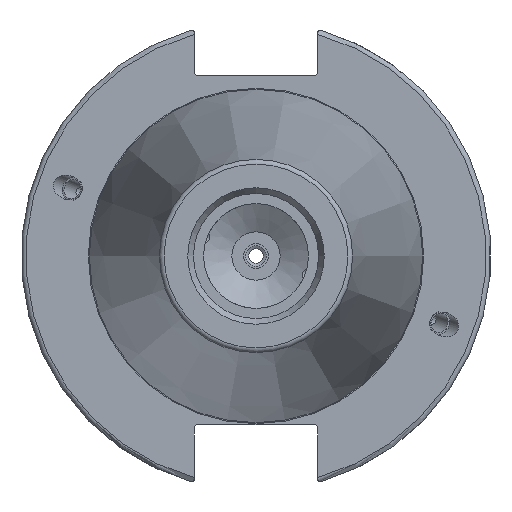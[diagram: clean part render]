
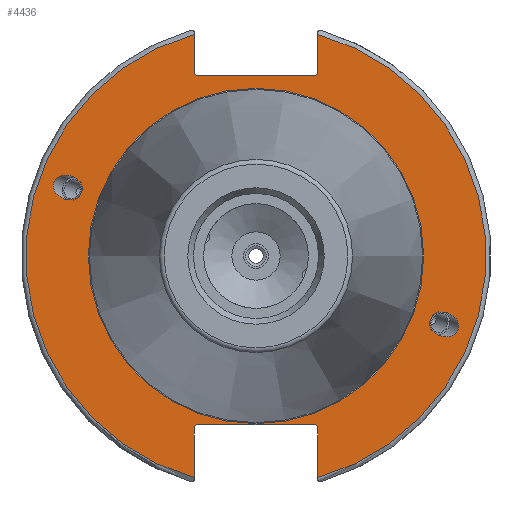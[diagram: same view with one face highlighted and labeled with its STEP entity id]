
A CAD part, left-side view. The second image highlights one B-rep face of the part: STEP entity #4436.
In plain terms, the highlighted planar face has unit normal (-1, 0, 0).
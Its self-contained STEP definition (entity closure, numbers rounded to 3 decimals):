
#618=ELLIPSE('',#4879,3.052,2.5);
#619=ELLIPSE('',#4913,3.052,2.5);
#735=FACE_BOUND('',#1246,.T.);
#736=FACE_BOUND('',#1247,.T.);
#737=FACE_BOUND('',#1248,.T.);
#779=PLANE('',#4919);
#982=FACE_OUTER_BOUND('',#1245,.T.);
#1245=EDGE_LOOP('',(#3393,#3394,#3395,#3396,#3397,#3398,#3399,#3400,#3401,
#3402,#3403,#3404));
#1246=EDGE_LOOP('',(#3405));
#1247=EDGE_LOOP('',(#3406));
#1248=EDGE_LOOP('',(#3407));
#1512=LINE('',#7338,#1757);
#1513=LINE('',#7340,#1758);
#1514=LINE('',#7342,#1759);
#1515=LINE('',#7344,#1760);
#1516=LINE('',#7346,#1761);
#1517=LINE('',#7350,#1762);
#1518=LINE('',#7352,#1763);
#1519=LINE('',#7354,#1764);
#1520=LINE('',#7356,#1765);
#1521=LINE('',#7357,#1766);
#1757=VECTOR('',#5611,10.);
#1758=VECTOR('',#5612,10.);
#1759=VECTOR('',#5613,10.);
#1760=VECTOR('',#5614,10.);
#1761=VECTOR('',#5615,10.);
#1762=VECTOR('',#5618,10.);
#1763=VECTOR('',#5619,10.);
#1764=VECTOR('',#5620,10.);
#1765=VECTOR('',#5621,10.);
#1766=VECTOR('',#5622,10.);
#2010=CIRCLE('',#4917,35.125);
#2012=CIRCLE('',#4920,48.213);
#2013=CIRCLE('',#4921,48.213);
#2248=VERTEX_POINT('',#7063);
#2286=VERTEX_POINT('',#7322);
#2289=VERTEX_POINT('',#7329);
#2290=VERTEX_POINT('',#7334);
#2291=VERTEX_POINT('',#7335);
#2292=VERTEX_POINT('',#7337);
#2293=VERTEX_POINT('',#7339);
#2294=VERTEX_POINT('',#7341);
#2295=VERTEX_POINT('',#7343);
#2296=VERTEX_POINT('',#7345);
#2297=VERTEX_POINT('',#7347);
#2298=VERTEX_POINT('',#7349);
#2299=VERTEX_POINT('',#7351);
#2300=VERTEX_POINT('',#7353);
#2301=VERTEX_POINT('',#7355);
#2653=EDGE_CURVE('',#2248,#2248,#618,.T.);
#2704=EDGE_CURVE('',#2286,#2286,#619,.T.);
#2707=EDGE_CURVE('',#2289,#2289,#2010,.T.);
#2709=EDGE_CURVE('',#2290,#2291,#2012,.T.);
#2710=EDGE_CURVE('',#2290,#2292,#1512,.T.);
#2711=EDGE_CURVE('',#2293,#2292,#1513,.T.);
#2712=EDGE_CURVE('',#2293,#2294,#1514,.T.);
#2713=EDGE_CURVE('',#2295,#2294,#1515,.T.);
#2714=EDGE_CURVE('',#2295,#2296,#1516,.T.);
#2715=EDGE_CURVE('',#2297,#2296,#2013,.T.);
#2716=EDGE_CURVE('',#2297,#2298,#1517,.T.);
#2717=EDGE_CURVE('',#2299,#2298,#1518,.T.);
#2718=EDGE_CURVE('',#2299,#2300,#1519,.T.);
#2719=EDGE_CURVE('',#2301,#2300,#1520,.T.);
#2720=EDGE_CURVE('',#2301,#2291,#1521,.T.);
#3393=ORIENTED_EDGE('',*,*,#2709,.F.);
#3394=ORIENTED_EDGE('',*,*,#2710,.T.);
#3395=ORIENTED_EDGE('',*,*,#2711,.F.);
#3396=ORIENTED_EDGE('',*,*,#2712,.T.);
#3397=ORIENTED_EDGE('',*,*,#2713,.F.);
#3398=ORIENTED_EDGE('',*,*,#2714,.T.);
#3399=ORIENTED_EDGE('',*,*,#2715,.F.);
#3400=ORIENTED_EDGE('',*,*,#2716,.T.);
#3401=ORIENTED_EDGE('',*,*,#2717,.F.);
#3402=ORIENTED_EDGE('',*,*,#2718,.T.);
#3403=ORIENTED_EDGE('',*,*,#2719,.F.);
#3404=ORIENTED_EDGE('',*,*,#2720,.T.);
#3405=ORIENTED_EDGE('',*,*,#2653,.T.);
#3406=ORIENTED_EDGE('',*,*,#2704,.T.);
#3407=ORIENTED_EDGE('',*,*,#2707,.F.);
#4436=ADVANCED_FACE('',(#982,#735,#736,#737),#779,.T.);
#4879=AXIS2_PLACEMENT_3D('',#7065,#5511,#5512);
#4913=AXIS2_PLACEMENT_3D('',#7324,#5595,#5596);
#4917=AXIS2_PLACEMENT_3D('',#7331,#5603,#5604);
#4919=AXIS2_PLACEMENT_3D('',#7333,#5607,#5608);
#4920=AXIS2_PLACEMENT_3D('',#7336,#5609,#5610);
#4921=AXIS2_PLACEMENT_3D('',#7348,#5616,#5617);
#5511=DIRECTION('center_axis',(1.,0.,0.));
#5512=DIRECTION('ref_axis',(0.,-0.94,-0.342));
#5595=DIRECTION('center_axis',(1.,0.,0.));
#5596=DIRECTION('ref_axis',(0.,0.94,0.342));
#5603=DIRECTION('center_axis',(-1.,0.,0.));
#5604=DIRECTION('ref_axis',(0.,-1.,0.));
#5607=DIRECTION('center_axis',(-1.,0.,0.));
#5608=DIRECTION('ref_axis',(0.,0.,1.));
#5609=DIRECTION('center_axis',(1.,0.,0.));
#5610=DIRECTION('ref_axis',(0.,-1.,0.));
#5611=DIRECTION('',(0.,0.,-1.));
#5612=DIRECTION('',(0.,-0.707,0.707));
#5613=DIRECTION('',(0.,1.,0.));
#5614=DIRECTION('',(0.,-0.707,-0.707));
#5615=DIRECTION('',(0.,0.,1.));
#5616=DIRECTION('center_axis',(1.,0.,0.));
#5617=DIRECTION('ref_axis',(0.,1.,0.));
#5618=DIRECTION('',(0.,0.,1.));
#5619=DIRECTION('',(0.,0.707,-0.707));
#5620=DIRECTION('',(0.,-1.,0.));
#5621=DIRECTION('',(0.,0.707,0.707));
#5622=DIRECTION('',(0.,0.,-1.));
#7063=CARTESIAN_POINT('',(3.175,-36.599,-13.321));
#7065=CARTESIAN_POINT('Origin',(3.175,-39.467,-14.365));
#7322=CARTESIAN_POINT('',(3.175,36.599,13.321));
#7324=CARTESIAN_POINT('Origin',(3.175,39.467,14.365));
#7329=CARTESIAN_POINT('',(3.175,0.,35.125));
#7331=CARTESIAN_POINT('Origin',(3.175,0.,0.));
#7333=CARTESIAN_POINT('Origin',(3.175,49.213,0.));
#7334=CARTESIAN_POINT('',(3.175,-12.95,46.441));
#7335=CARTESIAN_POINT('',(3.175,-12.95,-46.441));
#7336=CARTESIAN_POINT('Origin',(3.175,0.,0.));
#7337=CARTESIAN_POINT('',(3.175,-12.95,38.219));
#7338=CARTESIAN_POINT('',(3.175,-12.95,18.86));
#7339=CARTESIAN_POINT('',(3.175,-12.45,37.719));
#7340=CARTESIAN_POINT('',(3.175,12.27,12.999));
#7341=CARTESIAN_POINT('',(3.175,12.45,37.719));
#7342=CARTESIAN_POINT('',(3.175,24.606,37.719));
#7343=CARTESIAN_POINT('',(3.175,12.95,38.219));
#7344=CARTESIAN_POINT('',(3.175,12.336,37.605));
#7345=CARTESIAN_POINT('',(3.175,12.95,46.441));
#7346=CARTESIAN_POINT('',(3.175,12.95,18.86));
#7347=CARTESIAN_POINT('',(3.175,12.95,-46.441));
#7348=CARTESIAN_POINT('Origin',(3.175,0.,0.));
#7349=CARTESIAN_POINT('',(3.175,12.95,-35.806));
#7350=CARTESIAN_POINT('',(3.175,12.95,-17.653));
#7351=CARTESIAN_POINT('',(3.175,12.45,-35.306));
#7352=CARTESIAN_POINT('',(3.175,12.939,-35.795));
#7353=CARTESIAN_POINT('',(3.175,-12.45,-35.306));
#7354=CARTESIAN_POINT('',(3.175,24.606,-35.306));
#7355=CARTESIAN_POINT('',(3.175,-12.95,-35.806));
#7356=CARTESIAN_POINT('',(3.175,11.667,-11.189));
#7357=CARTESIAN_POINT('',(3.175,-12.95,-17.653));
